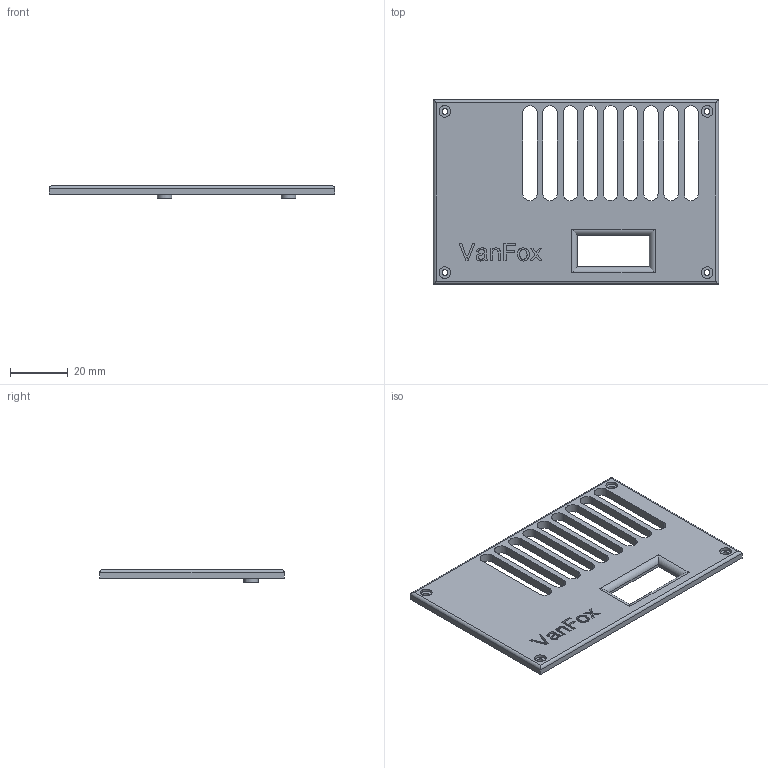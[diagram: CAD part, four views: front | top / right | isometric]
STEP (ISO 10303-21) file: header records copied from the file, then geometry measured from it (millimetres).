
FILE_DESCRIPTION(('FreeCAD Model'),'2;1');
FILE_NAME('Open CASCADE Shape Model','2025-10-17T18:48:06',(''),(''), 'Open CASCADE STEP processor 7.8','FreeCAD','Unknown');
FILE_SCHEMA(('AUTOMOTIVE_DESIGN { 1 0 10303 214 1 1 1 1 }'));
Length unit declared in the file: millimetre
Products named in the file (1): Pocket004
Bounding box: 99 x 64 x 4.5 mm (x, y, z)
Volume: 13647 mm3; surface area: 12499.9 mm2
Topology: 1 solids, 1 shells, 181 faces, 481 edges, 318 vertices
Faces by surface type: plane 87, extrusion 56, cylinder 38
Full cylindrical faces by diameter (mm): 2 x6, 4 x4, 5 x2
Entity records: 5749 total; most frequent: CARTESIAN_POINT 1317, ORIENTED_EDGE 962, DIRECTION 745, EDGE_CURVE 481, VECTOR 357, VERTEX_POINT 318, LINE 301, FACE_BOUND 225
